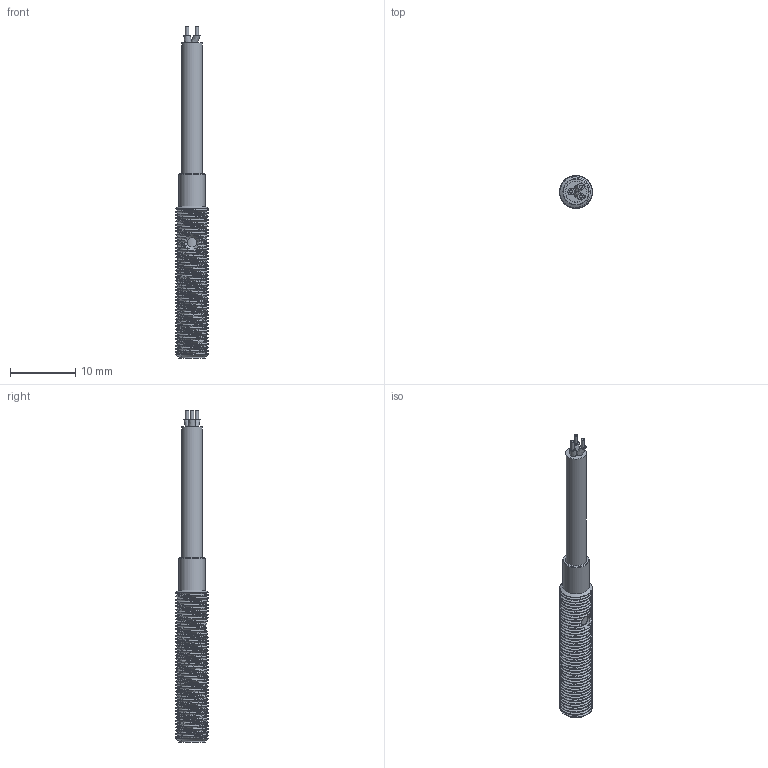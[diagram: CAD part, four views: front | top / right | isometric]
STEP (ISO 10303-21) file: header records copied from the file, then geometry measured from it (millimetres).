
FILE_DESCRIPTION(/* description */ (''),/* implementation_level */ '2;1');
FILE_NAME(/* name */ 'ICS05S23F15IOL.stp',/* time_stamp */ '2018-01-16T08:12:58+01:00',/* author */ ('tvb'),/* organization */ (''),/* preprocessor_version */ 'ST-DEVELOPER v16.1',/* originating_system */ 'Autodesk Inventor 2016',/* authorisation */ '');
FILE_SCHEMA (('AUTOMOTIVE_DESIGN { 1 0 10303 214 3 1 1 }'));
Length unit declared in the file: centimetre
Products named in the file (1): ICS05S23F15IOL
Bounding box: 5 x 5 x 50.8 mm (x, y, z)
Volume: 631 mm3; surface area: 890.7 mm2
Topology: 1 solids, 1 shells, 73 faces, 188 edges, 122 vertices
Faces by surface type: bspline 41, cylinder 16, plane 12, cone 4
Full cylindrical faces by diameter (mm): 0.5 x3, 3.2 x1, 4 x2
Entity records: 19785 total; most frequent: CARTESIAN_POINT 18347, ORIENTED_EDGE 350, EDGE_CURVE 175, B_SPLINE_CURVE_WITH_KNOTS 141, DIRECTION 134, VERTEX_POINT 119, EDGE_LOOP 88, FACE_OUTER_BOUND 73
